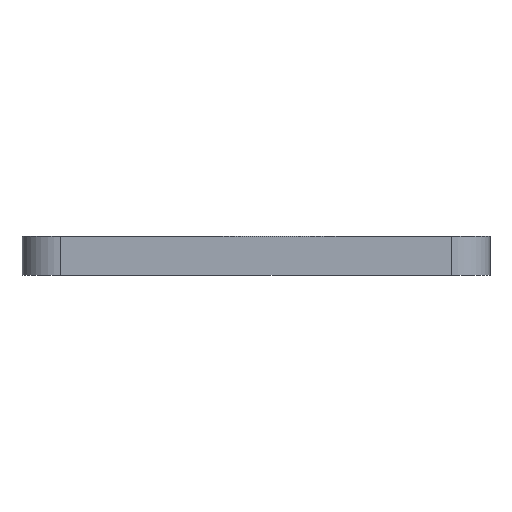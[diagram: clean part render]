
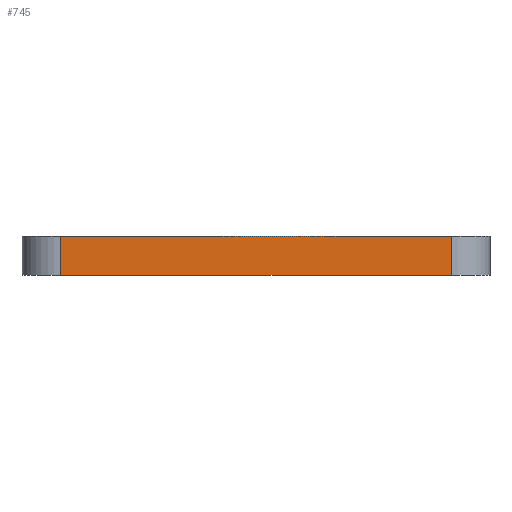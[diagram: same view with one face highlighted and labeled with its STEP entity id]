
A CAD part, left-side view. The second image highlights one B-rep face of the part: STEP entity #745.
In plain terms, the highlighted planar face has unit normal (-1, 0, 0).
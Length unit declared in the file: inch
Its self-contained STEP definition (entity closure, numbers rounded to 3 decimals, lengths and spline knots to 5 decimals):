
#95 = CARTESIAN_POINT ( 'NONE',  ( -1., 0., 0.17 ) ) ;
#194 = EDGE_CURVE ( 'NONE', #665, #1733, #2271, .T. ) ;
#309 = VERTEX_POINT ( 'NONE', #1146 ) ;
#409 = DIRECTION ( 'NONE',  ( 0., 0., -1. ) ) ;
#656 = CARTESIAN_POINT ( 'NONE',  ( -1., -1.25, 0.17 ) ) ;
#665 = VERTEX_POINT ( 'NONE', #656 ) ;
#711 = EDGE_CURVE ( 'NONE', #309, #977, #1470, .T. ) ;
#738 = CARTESIAN_POINT ( 'NONE',  ( -1., 1.25, -0.08 ) ) ;
#742 = DIRECTION ( 'NONE',  ( 0., 0., -1. ) ) ;
#745 = ADVANCED_FACE ( 'NONE', ( #959 ), #1651, .F. ) ;
#760 = DIRECTION ( 'NONE',  ( 0., -1., 0. ) ) ;
#922 = LINE ( 'NONE', #2790, #1104 ) ;
#959 = FACE_OUTER_BOUND ( 'NONE', #2391, .T. ) ;
#977 = VERTEX_POINT ( 'NONE', #738 ) ;
#987 = LINE ( 'NONE', #2858, #1970 ) ;
#1024 = DIRECTION ( 'NONE',  ( 1., 0., 0. ) ) ;
#1104 = VECTOR ( 'NONE', #2556, 39.37008 ) ;
#1146 = CARTESIAN_POINT ( 'NONE',  ( -1., 1.25, 0.17 ) ) ;
#1182 = CARTESIAN_POINT ( 'NONE',  ( -1., 1.25, 0.17 ) ) ;
#1392 = ORIENTED_EDGE ( 'NONE', *, *, #2845, .F. ) ;
#1470 = LINE ( 'NONE', #1182, #1746 ) ;
#1651 = PLANE ( 'NONE',  #1937 ) ;
#1681 = DIRECTION ( 'NONE',  ( 0., 0., -1. ) ) ;
#1733 = VERTEX_POINT ( 'NONE', #2605 ) ;
#1746 = VECTOR ( 'NONE', #742, 39.37008 ) ;
#1937 = AXIS2_PLACEMENT_3D ( 'NONE', #95, #1024, #1681 ) ;
#1970 = VECTOR ( 'NONE', #760, 39.37008 ) ;
#2058 = ORIENTED_EDGE ( 'NONE', *, *, #2617, .F. ) ;
#2097 = ORIENTED_EDGE ( 'NONE', *, *, #194, .F. ) ;
#2271 = LINE ( 'NONE', #2718, #2324 ) ;
#2324 = VECTOR ( 'NONE', #409, 39.37008 ) ;
#2391 = EDGE_LOOP ( 'NONE', ( #2833, #1392, #2097, #2058 ) ) ;
#2556 = DIRECTION ( 'NONE',  ( 0., 1., 0. ) ) ;
#2605 = CARTESIAN_POINT ( 'NONE',  ( -1., -1.25, -0.08 ) ) ;
#2617 = EDGE_CURVE ( 'NONE', #309, #665, #987, .T. ) ;
#2718 = CARTESIAN_POINT ( 'NONE',  ( -1., -1.25, 0.17 ) ) ;
#2790 = CARTESIAN_POINT ( 'NONE',  ( -1., 0., -0.08 ) ) ;
#2833 = ORIENTED_EDGE ( 'NONE', *, *, #711, .T. ) ;
#2845 = EDGE_CURVE ( 'NONE', #1733, #977, #922, .T. ) ;
#2858 = CARTESIAN_POINT ( 'NONE',  ( -1., 0., 0.17 ) ) ;
